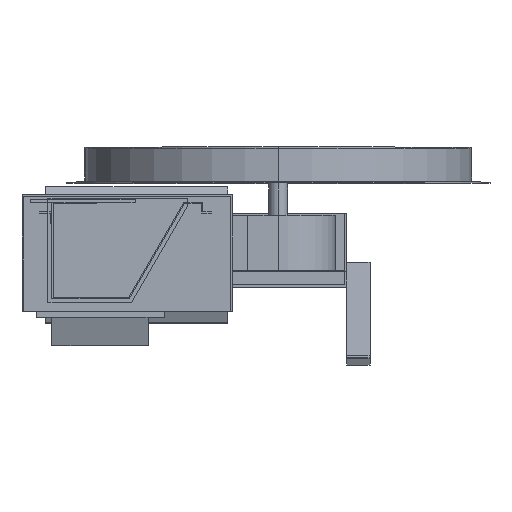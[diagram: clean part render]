
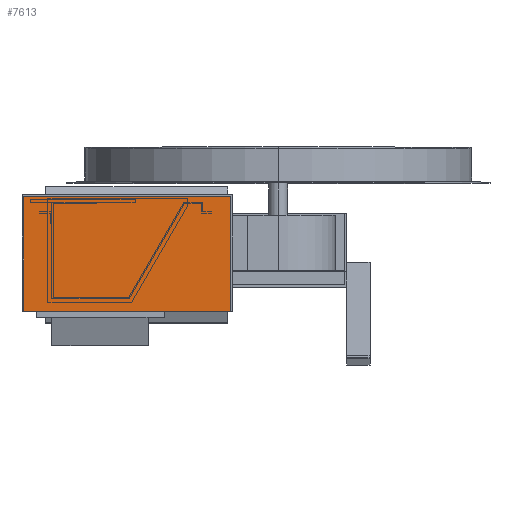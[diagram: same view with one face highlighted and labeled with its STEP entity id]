
A CAD part, top view. The second image highlights one B-rep face of the part: STEP entity #7613.
In plain terms, the highlighted planar face has unit normal (0, 0, 1).
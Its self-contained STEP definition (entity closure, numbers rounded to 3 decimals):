
#139 = EDGE_CURVE ( 'NONE', #9012, #9295, #10008, .T. ) ;
#215 = CARTESIAN_POINT ( 'NONE',  ( -72.123, -31.416, 6441. ) ) ;
#696 = CARTESIAN_POINT ( 'NONE',  ( 462.798, 263.667, 6441. ) ) ;
#988 = CARTESIAN_POINT ( 'NONE',  ( 462.798, 263.667, 6441. ) ) ;
#1160 = ORIENTED_EDGE ( 'NONE', *, *, #2774, .F. ) ;
#1443 = CARTESIAN_POINT ( 'NONE',  ( -72.123, 263.667, 6441. ) ) ;
#1688 = DIRECTION ( 'NONE',  ( 0., 0., 1. ) ) ;
#1869 = ORIENTED_EDGE ( 'NONE', *, *, #4155, .F. ) ;
#2255 = VERTEX_POINT ( 'NONE', #9594 ) ;
#2774 = EDGE_CURVE ( 'NONE', #9295, #11566, #4935, .T. ) ;
#3248 = LINE ( 'NONE', #8435, #6356 ) ;
#3450 = VECTOR ( 'NONE', #6771, 1000. ) ;
#3851 = CARTESIAN_POINT ( 'NONE',  ( 0., 0., 6441. ) ) ;
#4155 = EDGE_CURVE ( 'NONE', #11566, #2255, #11187, .T. ) ;
#4930 = CARTESIAN_POINT ( 'NONE',  ( 462.798, -31.416, 6441. ) ) ;
#4935 = LINE ( 'NONE', #696, #8329 ) ;
#5496 = EDGE_LOOP ( 'NONE', ( #1869, #1160, #8116, #9046 ) ) ;
#5772 = DIRECTION ( 'NONE',  ( 0., -1., 0. ) ) ;
#5802 = EDGE_CURVE ( 'NONE', #9012, #2255, #3248, .T. ) ;
#6356 = VECTOR ( 'NONE', #8573, 1000. ) ;
#6771 = DIRECTION ( 'NONE',  ( 0., 1., 0. ) ) ;
#6809 = AXIS2_PLACEMENT_3D ( 'NONE', #3851, #1688, #7152 ) ;
#7152 = DIRECTION ( 'NONE',  ( 1., 0., 0. ) ) ;
#7216 = FACE_OUTER_BOUND ( 'NONE', #5496, .T. ) ;
#7227 = VECTOR ( 'NONE', #5772, 1000. ) ;
#7613 = ADVANCED_FACE ( 'NONE', ( #7216 ), #11508, .T. ) ;
#8116 = ORIENTED_EDGE ( 'NONE', *, *, #139, .F. ) ;
#8329 = VECTOR ( 'NONE', #9338, 1000. ) ;
#8435 = CARTESIAN_POINT ( 'NONE',  ( -77.123, -31.416, 6441. ) ) ;
#8486 = CARTESIAN_POINT ( 'NONE',  ( -72.123, 263.667, 6441. ) ) ;
#8573 = DIRECTION ( 'NONE',  ( 1., 0., 0. ) ) ;
#9012 = VERTEX_POINT ( 'NONE', #215 ) ;
#9046 = ORIENTED_EDGE ( 'NONE', *, *, #5802, .T. ) ;
#9295 = VERTEX_POINT ( 'NONE', #8486 ) ;
#9338 = DIRECTION ( 'NONE',  ( 1., 0., 0. ) ) ;
#9594 = CARTESIAN_POINT ( 'NONE',  ( 462.798, -31.416, 6441. ) ) ;
#10008 = LINE ( 'NONE', #1443, #3450 ) ;
#11187 = LINE ( 'NONE', #4930, #7227 ) ;
#11508 = PLANE ( 'NONE',  #6809 ) ;
#11566 = VERTEX_POINT ( 'NONE', #988 ) ;
